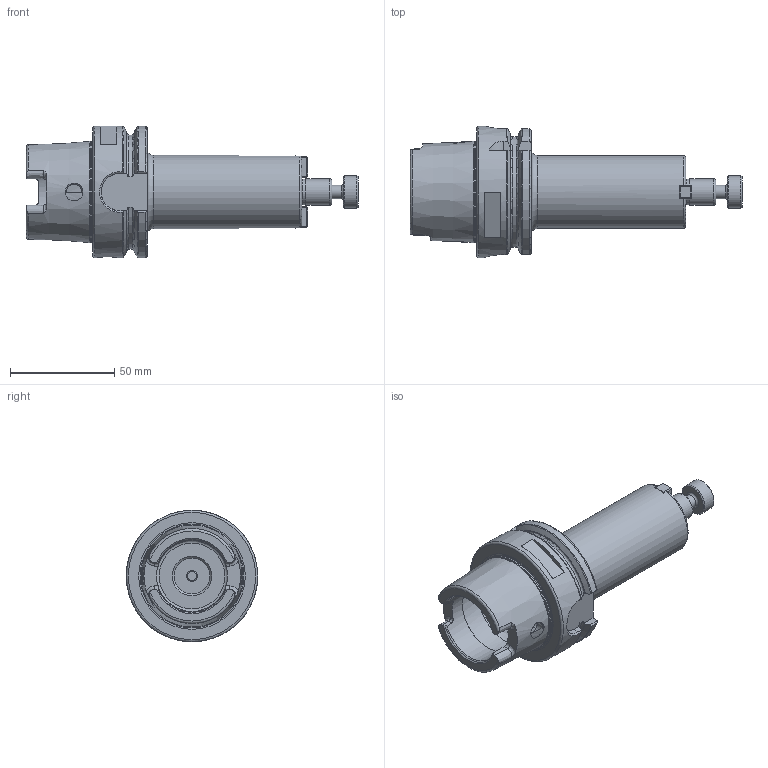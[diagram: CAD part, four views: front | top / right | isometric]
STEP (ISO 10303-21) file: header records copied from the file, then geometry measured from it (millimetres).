
FILE_DESCRIPTION(/* description */ (''),/* implementation_level */ '2;1');
FILE_NAME(/* name */ 'HSK063A-SM050-0394.stp',/* time_stamp */ '2019-07-24T15:42:51-05:00',/* author */ ('ldfli'),/* organization */ (''),/* preprocessor_version */ 'ST-DEVELOPER v18',/* originating_system */ 'Autodesk Inventor LT',/* authorisation */ '');
FILE_SCHEMA (('AUTOMOTIVE_DESIGN { 1 0 10303 214 3 1 1 }'));
Length unit declared in the file: millimetre
Products named in the file (1): HSK063A-SM050-0394
Bounding box: 159 x 63 x 63 mm (x, y, z)
Volume: 153930.2 mm3; surface area: 34980.4 mm2
Topology: 4 solids, 4 shells, 255 faces, 669 edges, 441 vertices
Faces by surface type: plane 142, cylinder 44, cone 28, torus 28, bspline 13
Full cylindrical faces by diameter (mm): 2.459 x2, 3 x2, 3.3 x2, 5.359 x1, 5.5 x2, 5.8 x2, 6.35 x1, 7.5 x2, 9 x1, 10 x1, 12.2 x1, 12.7 x1, 14 x1, 15.5 x1, 17 x1, 19 x1, 34 x2, 35 x1, 40 x1, 48.241 x1, 63 x1
Entity records: 9370 total; most frequent: CARTESIAN_POINT 3123, ORIENTED_EDGE 1338, DIRECTION 1253, EDGE_CURVE 669, AXIS2_PLACEMENT_3D 475, VERTEX_POINT 443, LINE 303, VECTOR 303
